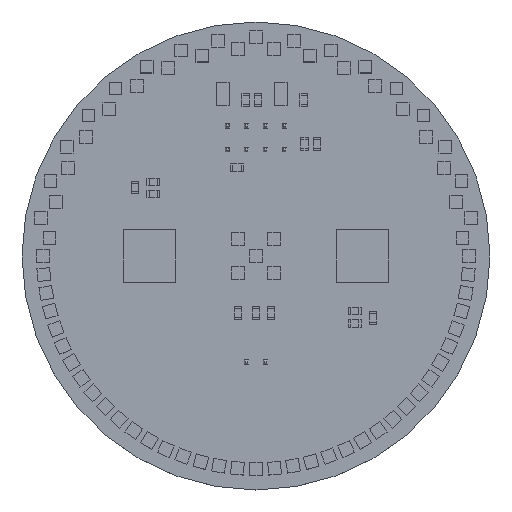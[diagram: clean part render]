
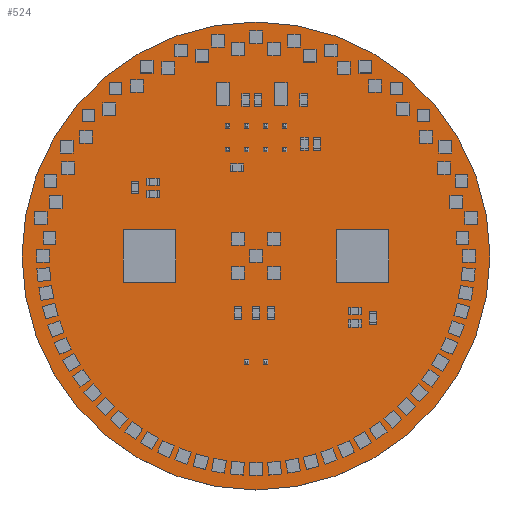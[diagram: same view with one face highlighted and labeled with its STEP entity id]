
A CAD part, top view. The second image highlights one B-rep face of the part: STEP entity #524.
In plain terms, the highlighted planar face has unit normal (0, 0, 1).
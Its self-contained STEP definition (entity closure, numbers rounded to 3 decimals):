
#431 = VERTEX_POINT('',#432);
#432 = CARTESIAN_POINT('',(31.25,0.,1.646));
#439 = CYLINDRICAL_SURFACE('',#440,31.25);
#440 = AXIS2_PLACEMENT_3D('',#441,#442,#443);
#441 = CARTESIAN_POINT('',(0.,0.,0.));
#442 = DIRECTION('',(0.,0.,-1.));
#443 = DIRECTION('',(1.,0.,0.));
#458 = EDGE_CURVE('',#431,#431,#459,.T.);
#459 = SURFACE_CURVE('',#460,(#465,#472),.PCURVE_S1.);
#460 = CIRCLE('',#461,31.25);
#461 = AXIS2_PLACEMENT_3D('',#462,#463,#464);
#462 = CARTESIAN_POINT('',(0.,0.,1.646));
#463 = DIRECTION('',(0.,0.,1.));
#464 = DIRECTION('',(1.,0.,0.));
#465 = PCURVE('',#439,#466);
#466 = DEFINITIONAL_REPRESENTATION('',(#467),#471);
#467 = LINE('',#468,#469);
#468 = CARTESIAN_POINT('',(0.,-1.646));
#469 = VECTOR('',#470,1.);
#470 = DIRECTION('',(-1.,0.));
#471 = ( GEOMETRIC_REPRESENTATION_CONTEXT(2) 
PARAMETRIC_REPRESENTATION_CONTEXT() REPRESENTATION_CONTEXT('2D SPACE',''
  ) );
#472 = PCURVE('',#473,#478);
#473 = PLANE('',#474);
#474 = AXIS2_PLACEMENT_3D('',#475,#476,#477);
#475 = CARTESIAN_POINT('',(31.25,0.,1.646));
#476 = DIRECTION('',(0.,0.,-1.));
#477 = DIRECTION('',(-1.,0.,0.));
#478 = DEFINITIONAL_REPRESENTATION('',(#479),#487);
#479 = ( BOUNDED_CURVE() B_SPLINE_CURVE(2,(#480,#481,#482,#483,#484,#485
,#486),.UNSPECIFIED.,.F.,.F.) B_SPLINE_CURVE_WITH_KNOTS((1,2,2,2,2,1),(
    -2.094,0.,2.094,4.189,6.283,
8.378),.UNSPECIFIED.) CURVE() GEOMETRIC_REPRESENTATION_ITEM() 
RATIONAL_B_SPLINE_CURVE((1.,0.5,1.,0.5,1.,0.5,1.)) REPRESENTATION_ITEM(
  '') );
#480 = CARTESIAN_POINT('',(0.,0.));
#481 = CARTESIAN_POINT('',(0.,54.127));
#482 = CARTESIAN_POINT('',(46.875,27.063));
#483 = CARTESIAN_POINT('',(93.75,0.));
#484 = CARTESIAN_POINT('',(46.875,-27.063));
#485 = CARTESIAN_POINT('',(0.,-54.127));
#486 = CARTESIAN_POINT('',(0.,0.));
#487 = ( GEOMETRIC_REPRESENTATION_CONTEXT(2) 
PARAMETRIC_REPRESENTATION_CONTEXT() REPRESENTATION_CONTEXT('2D SPACE',''
  ) );
#524 = ADVANCED_FACE('',(#525),#473,.F.);
#525 = FACE_BOUND('',#526,.T.);
#526 = EDGE_LOOP('',(#527));
#527 = ORIENTED_EDGE('',*,*,#458,.T.);
